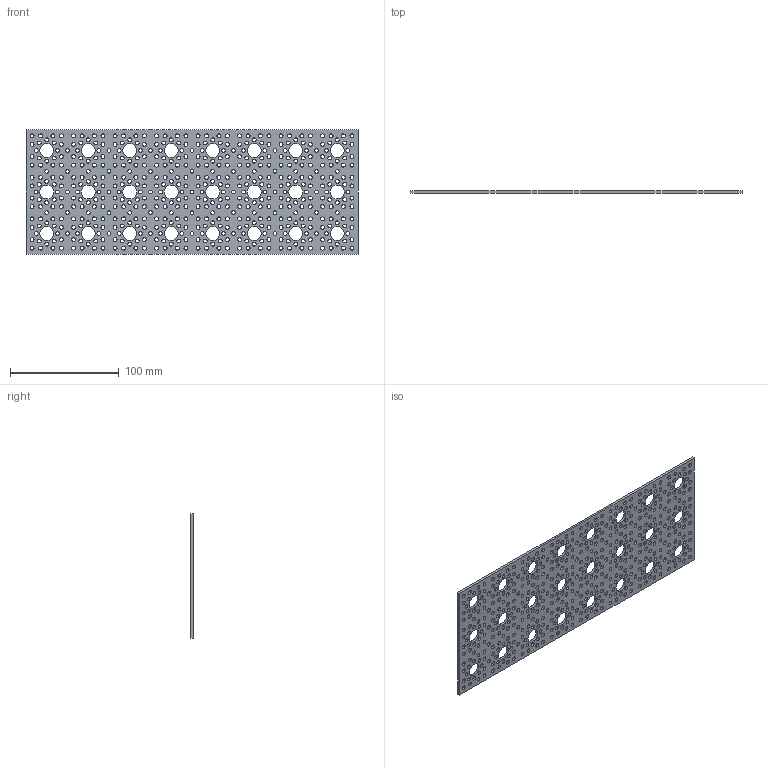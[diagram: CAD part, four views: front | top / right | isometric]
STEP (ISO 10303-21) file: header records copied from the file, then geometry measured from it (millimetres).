
FILE_DESCRIPTION (( 'STEP AP203' ), '1' );
FILE_NAME ('585004.STEP', '2014-07-14T19:33:49', ( 'Kyle' ), ( 'Microsoft' ), 'SwSTEP 2.0', 'SolidWorks 2014', '' );
FILE_SCHEMA (( 'CONFIG_CONTROL_DESIGN' ));
Length unit declared in the file: inch
Products named in the file (1): 585004
Bounding box: 304.8 x 2.29 x 114.3 mm (x, y, z)
Volume: 60607.8 mm3; surface area: 70695.4 mm2
Topology: 1 solids, 1 shells, 1116 faces, 3342 edges, 2228 vertices
Faces by surface type: cylinder 1110, plane 6
Entity records: 41305 total; most frequent: DIRECTION 7796, CARTESIAN_POINT 6687, ORIENTED_EDGE 6684, EDGE_CURVE 3342, AXIS2_PLACEMENT_3D 3337, VERTEX_POINT 2228, EDGE_LOOP 2226, CIRCLE 2220
